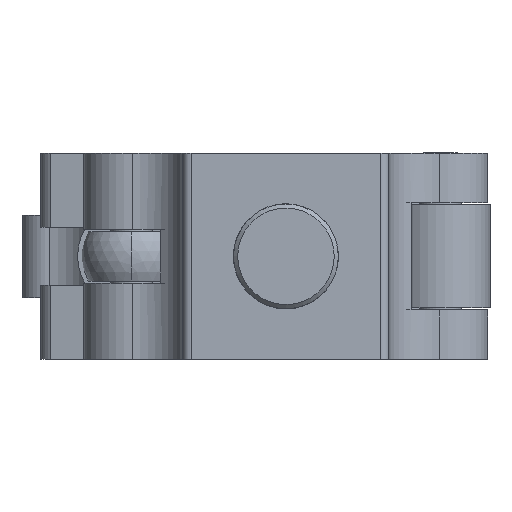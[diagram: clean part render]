
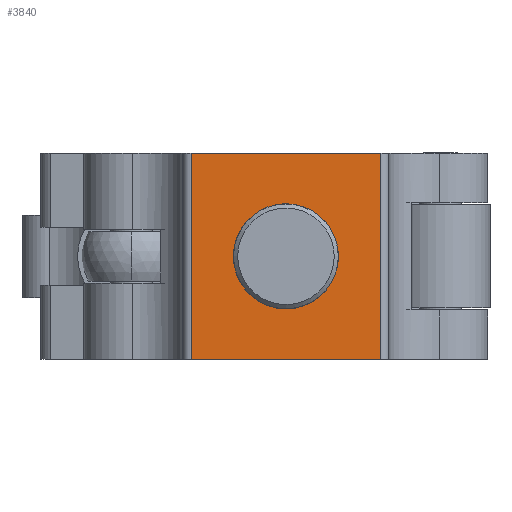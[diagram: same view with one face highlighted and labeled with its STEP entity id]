
A CAD part, front view. The second image highlights one B-rep face of the part: STEP entity #3840.
In plain terms, the highlighted planar face has unit normal (0, -1, 0).
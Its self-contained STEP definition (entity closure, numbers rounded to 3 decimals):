
#98=FACE_BOUND('',#1081,.T.);
#243=PLANE('',#4152);
#338=LINE('',#5745,#599);
#339=LINE('',#5752,#600);
#340=LINE('',#5754,#601);
#341=LINE('',#5755,#602);
#599=VECTOR('',#4655,45.929);
#600=VECTOR('',#4662,50.);
#601=VECTOR('',#4663,45.929);
#602=VECTOR('',#4664,50.);
#849=FACE_OUTER_BOUND('',#1080,.T.);
#1080=EDGE_LOOP('',(#2802,#2803,#2804,#2805));
#1081=EDGE_LOOP('',(#2806));
#1323=CIRCLE('',#4141,12.75);
#1674=VERTEX_POINT('',#5722);
#1676=VERTEX_POINT('',#5727);
#1684=VERTEX_POINT('',#5743);
#1687=VERTEX_POINT('',#5751);
#1688=VERTEX_POINT('',#5753);
#2098=EDGE_CURVE('',#1674,#1674,#1323,.T.);
#2108=EDGE_CURVE('',#1676,#1684,#338,.T.);
#2111=EDGE_CURVE('',#1684,#1687,#339,.T.);
#2112=EDGE_CURVE('',#1688,#1687,#340,.T.);
#2113=EDGE_CURVE('',#1676,#1688,#341,.T.);
#2802=ORIENTED_EDGE('',*,*,#2111,.T.);
#2803=ORIENTED_EDGE('',*,*,#2112,.F.);
#2804=ORIENTED_EDGE('',*,*,#2113,.F.);
#2805=ORIENTED_EDGE('',*,*,#2108,.T.);
#2806=ORIENTED_EDGE('',*,*,#2098,.T.);
#3840=ADVANCED_FACE('',(#849,#98),#243,.T.);
#4141=AXIS2_PLACEMENT_3D('',#5724,#4635,#4636);
#4152=AXIS2_PLACEMENT_3D('',#5750,#4660,#4661);
#4635=DIRECTION('center_axis',(0.,1.,0.));
#4636=DIRECTION('ref_axis',(1.,0.,0.));
#4655=DIRECTION('',(-1.,0.,0.));
#4660=DIRECTION('center_axis',(0.,-1.,0.));
#4661=DIRECTION('ref_axis',(-1.,0.,0.));
#4662=DIRECTION('',(0.,0.,-1.));
#4663=DIRECTION('',(-1.,0.,0.));
#4664=DIRECTION('',(0.,0.,-1.));
#5722=CARTESIAN_POINT('',(255.557,457.2,-499.108));
#5724=CARTESIAN_POINT('Origin',(268.307,457.2,-499.108));
#5727=CARTESIAN_POINT('',(291.272,457.2,-474.108));
#5743=CARTESIAN_POINT('',(245.342,457.2,-474.108));
#5745=CARTESIAN_POINT('',(291.272,457.2,-474.108));
#5750=CARTESIAN_POINT('Origin',(291.272,457.2,-474.108));
#5751=CARTESIAN_POINT('',(245.342,457.2,-524.108));
#5752=CARTESIAN_POINT('',(245.342,457.2,-474.108));
#5753=CARTESIAN_POINT('',(291.272,457.2,-524.108));
#5754=CARTESIAN_POINT('',(291.272,457.2,-524.108));
#5755=CARTESIAN_POINT('',(291.272,457.2,-474.108));
